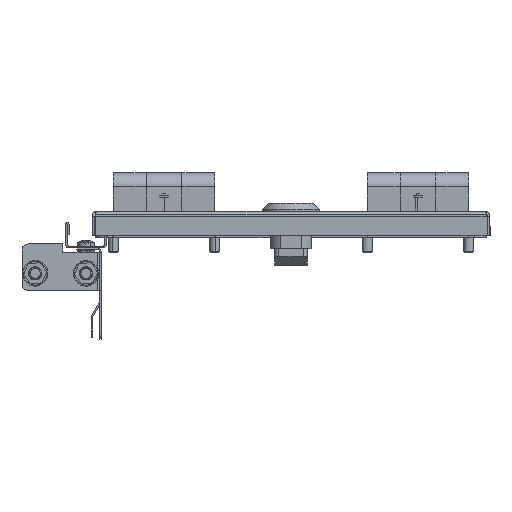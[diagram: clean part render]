
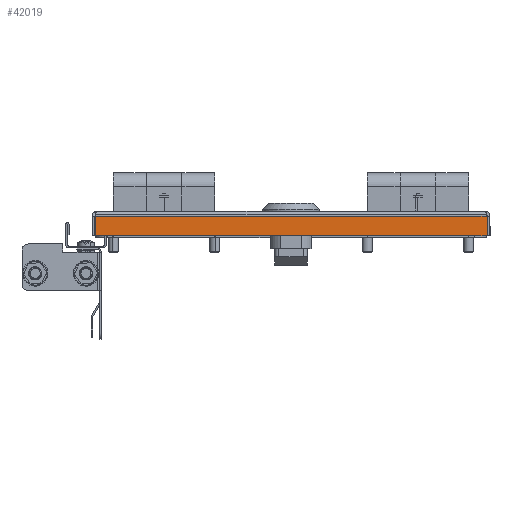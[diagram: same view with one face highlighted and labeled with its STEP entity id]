
A CAD part, left-side view. The second image highlights one B-rep face of the part: STEP entity #42019.
In plain terms, the highlighted planar face has unit normal (-1, 0, 0).
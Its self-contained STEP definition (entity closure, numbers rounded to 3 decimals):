
#1692 = DIRECTION ( 'NONE',  ( 1., 0., 0. ) ) ;
#1890 = DIRECTION ( 'NONE',  ( 0., -1., 0. ) ) ;
#2407 = LINE ( 'NONE', #28017, #48183 ) ;
#2456 = EDGE_CURVE ( 'NONE', #30565, #38580, #40602, .T. ) ;
#8552 = CARTESIAN_POINT ( 'NONE',  ( -489.25, 96.528, -2.4 ) ) ;
#9147 = VECTOR ( 'NONE', #30717, 1000. ) ;
#13865 = DIRECTION ( 'NONE',  ( 0., 0., -1. ) ) ;
#18357 = CARTESIAN_POINT ( 'NONE',  ( -489.25, -96.531, -12. ) ) ;
#19332 = ORIENTED_EDGE ( 'NONE', *, *, #24236, .T. ) ;
#19501 = DIRECTION ( 'NONE',  ( 0., 0., -1. ) ) ;
#22825 = PLANE ( 'NONE',  #53315 ) ;
#23593 = EDGE_CURVE ( 'NONE', #55554, #30565, #2407, .T. ) ;
#24236 = EDGE_CURVE ( 'NONE', #40515, #38580, #38760, .T. ) ;
#28017 = CARTESIAN_POINT ( 'NONE',  ( -489.25, -98.002, -2.4 ) ) ;
#28188 = CARTESIAN_POINT ( 'NONE',  ( -489.25, -0.002, 0. ) ) ;
#28518 = LINE ( 'NONE', #57490, #9147 ) ;
#30565 = VERTEX_POINT ( 'NONE', #34818 ) ;
#30717 = DIRECTION ( 'NONE',  ( 0., 0., -1. ) ) ;
#34818 = CARTESIAN_POINT ( 'NONE',  ( -489.25, -96.531, -2.4 ) ) ;
#35319 = VECTOR ( 'NONE', #56047, 1000. ) ;
#36299 = ORIENTED_EDGE ( 'NONE', *, *, #23593, .F. ) ;
#38580 = VERTEX_POINT ( 'NONE', #18357 ) ;
#38760 = LINE ( 'NONE', #46566, #35319 ) ;
#38907 = FACE_OUTER_BOUND ( 'NONE', #41788, .T. ) ;
#39653 = CARTESIAN_POINT ( 'NONE',  ( -489.25, -96.531, -1.4 ) ) ;
#40515 = VERTEX_POINT ( 'NONE', #53256 ) ;
#40602 = LINE ( 'NONE', #39653, #44066 ) ;
#41788 = EDGE_LOOP ( 'NONE', ( #44544, #36299, #43566, #19332 ) ) ;
#41811 = EDGE_CURVE ( 'NONE', #55554, #40515, #28518, .T. ) ;
#42019 = ADVANCED_FACE ( 'NONE', ( #38907 ), #22825, .F. ) ;
#43566 = ORIENTED_EDGE ( 'NONE', *, *, #41811, .T. ) ;
#44066 = VECTOR ( 'NONE', #13865, 1000. ) ;
#44544 = ORIENTED_EDGE ( 'NONE', *, *, #2456, .F. ) ;
#46566 = CARTESIAN_POINT ( 'NONE',  ( -489.25, -0.002, -12. ) ) ;
#48183 = VECTOR ( 'NONE', #1890, 1000. ) ;
#53256 = CARTESIAN_POINT ( 'NONE',  ( -489.25, 96.528, -12. ) ) ;
#53315 = AXIS2_PLACEMENT_3D ( 'NONE', #28188, #1692, #19501 ) ;
#55554 = VERTEX_POINT ( 'NONE', #8552 ) ;
#56047 = DIRECTION ( 'NONE',  ( 0., -1., 0. ) ) ;
#57490 = CARTESIAN_POINT ( 'NONE',  ( -489.25, 96.528, 0. ) ) ;
